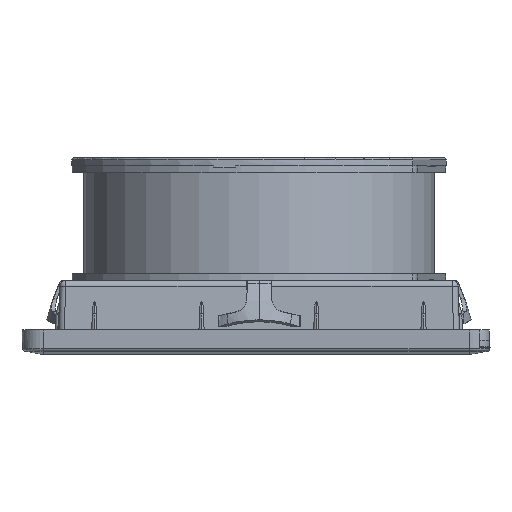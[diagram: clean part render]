
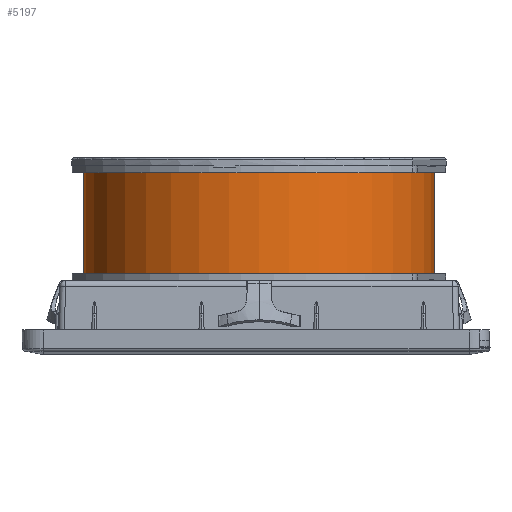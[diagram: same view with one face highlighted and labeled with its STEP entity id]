
A CAD part, left-side view. The second image highlights one B-rep face of the part: STEP entity #5197.
In plain terms, the highlighted cylindrical face has radius 76.25 mm (diameter 152.5 mm), a full revolution.
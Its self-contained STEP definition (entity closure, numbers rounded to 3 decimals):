
#448=CYLINDRICAL_SURFACE('',#41488,76.25);
#1782=FACE_BOUND('',#10629,.T.);
#1783=FACE_BOUND('',#10630,.T.);
#2448=CIRCLE('',#41445,76.25);
#2454=CIRCLE('',#41452,76.25);
#2466=CIRCLE('',#41467,76.25);
#2472=CIRCLE('',#41476,76.25);
#5197=ADVANCED_FACE('',(#1782,#1783),#448,.T.);
#10629=EDGE_LOOP('',(#15611,#15612));
#10630=EDGE_LOOP('',(#15613,#15614));
#15611=ORIENTED_EDGE('',*,*,#29869,.F.);
#15612=ORIENTED_EDGE('',*,*,#29894,.F.);
#15613=ORIENTED_EDGE('',*,*,#29876,.F.);
#15614=ORIENTED_EDGE('',*,*,#29907,.F.);
#25464=VERTEX_POINT('',#60536);
#25468=VERTEX_POINT('',#60544);
#25475=VERTEX_POINT('',#60559);
#25476=VERTEX_POINT('',#60561);
#29869=EDGE_CURVE('',#25468,#25464,#2448,.T.);
#29876=EDGE_CURVE('',#25475,#25476,#2454,.T.);
#29894=EDGE_CURVE('',#25464,#25468,#2466,.T.);
#29907=EDGE_CURVE('',#25476,#25475,#2472,.T.);
#41445=AXIS2_PLACEMENT_3D('',#60545,#47120,#47121);
#41452=AXIS2_PLACEMENT_3D('',#60560,#47135,#47136);
#41467=AXIS2_PLACEMENT_3D('',#60606,#47169,#47170);
#41476=AXIS2_PLACEMENT_3D('',#60628,#47194,#47195);
#41488=AXIS2_PLACEMENT_3D('',#60666,#47224,#47225);
#47120=DIRECTION('',(0.,0.,-1.));
#47121=DIRECTION('',(0.574,-0.819,0.));
#47135=DIRECTION('',(0.,0.,1.));
#47136=DIRECTION('',(-0.574,0.819,0.));
#47169=DIRECTION('',(0.,0.,-1.));
#47170=DIRECTION('',(0.574,-0.819,0.));
#47194=DIRECTION('',(0.,0.,1.));
#47195=DIRECTION('',(-0.574,0.819,0.));
#47224=DIRECTION('',(0.,0.,1.));
#47225=DIRECTION('',(0.985,-0.174,0.));
#60536=CARTESIAN_POINT('',(181.983,-635.499,29.));
#60544=CARTESIAN_POINT('',(208.465,-485.315,29.));
#60545=CARTESIAN_POINT('',(195.224,-560.407,29.));
#60559=CARTESIAN_POINT('',(181.983,-635.499,73.));
#60560=CARTESIAN_POINT('',(195.224,-560.407,73.));
#60561=CARTESIAN_POINT('',(208.465,-485.315,73.));
#60606=CARTESIAN_POINT('',(195.224,-560.407,29.));
#60628=CARTESIAN_POINT('',(195.224,-560.407,73.));
#60666=CARTESIAN_POINT('',(195.224,-560.407,21.));
